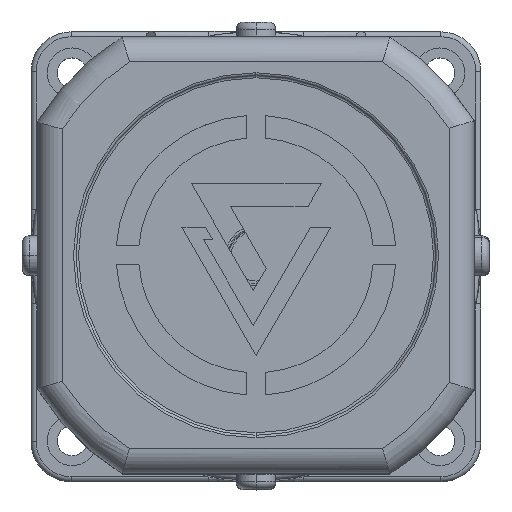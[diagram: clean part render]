
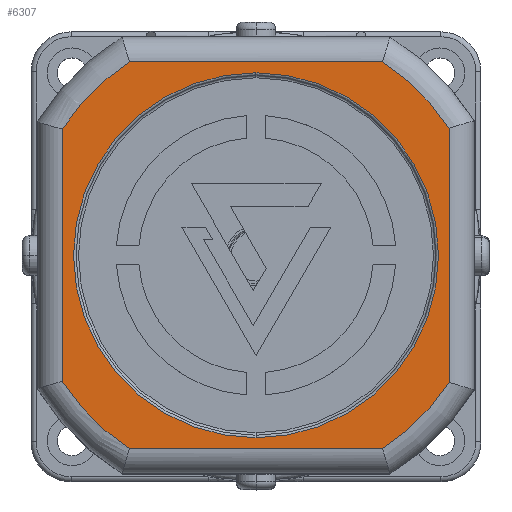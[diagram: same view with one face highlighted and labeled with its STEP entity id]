
A CAD part, top view. The second image highlights one B-rep face of the part: STEP entity #6307.
In plain terms, the highlighted planar face has unit normal (0, 0, 1).
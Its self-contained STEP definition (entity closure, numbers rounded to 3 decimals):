
#7 = EDGE_CURVE ( 'NONE', #5415, #6354, #9976, .T. ) ;
#108 = AXIS2_PLACEMENT_3D ( 'NONE', #11437, #2515, #6483 ) ;
#550 = ORIENTED_EDGE ( 'NONE', *, *, #8513, .T. ) ;
#625 = AXIS2_PLACEMENT_3D ( 'NONE', #1793, #5769, #9738 ) ;
#1306 = VECTOR ( 'NONE', #1800, 1000. ) ;
#1343 = CARTESIAN_POINT ( 'NONE',  ( -59.994, 54.361, 130.5 ) ) ;
#1376 = CARTESIAN_POINT ( 'NONE',  ( -73.438, -9.558, 130.5 ) ) ;
#1780 = DIRECTION ( 'NONE',  ( 0., 0., 1. ) ) ;
#1793 = CARTESIAN_POINT ( 'NONE',  ( -34.668, 15.661, 130.5 ) ) ;
#1800 = DIRECTION ( 'NONE',  ( 0., 1., 0. ) ) ;
#1841 = LINE ( 'NONE', #5820, #2493 ) ;
#1889 = EDGE_CURVE ( 'NONE', #10040, #4974, #11137, .T. ) ;
#1917 = LINE ( 'NONE', #5894, #7289 ) ;
#2102 = VERTEX_POINT ( 'NONE', #10563 ) ;
#2493 = VECTOR ( 'NONE', #9800, 1000. ) ;
#2515 = DIRECTION ( 'NONE',  ( 0., 0., -1. ) ) ;
#2777 = FACE_BOUND ( 'NONE', #6069, .T. ) ;
#3258 = CARTESIAN_POINT ( 'NONE',  ( -34.668, 15.661, 130.5 ) ) ;
#3303 = CARTESIAN_POINT ( 'NONE',  ( -34.668, 15.661, 130.5 ) ) ;
#3454 = CARTESIAN_POINT ( 'NONE',  ( -34.668, 15.661, 130.5 ) ) ;
#3889 = CARTESIAN_POINT ( 'NONE',  ( -34.668, 15.661, 130.5 ) ) ;
#4102 = VERTEX_POINT ( 'NONE', #10224 ) ;
#4553 = EDGE_CURVE ( 'NONE', #11995, #2102, #5744, .T. ) ;
#4600 = AXIS2_PLACEMENT_3D ( 'NONE', #3303, #7260, #11243 ) ;
#4879 = LINE ( 'NONE', #8835, #5023 ) ;
#4974 = VERTEX_POINT ( 'NONE', #11764 ) ;
#4984 = EDGE_CURVE ( 'NONE', #4102, #12369, #12563, .T. ) ;
#5017 = CIRCLE ( 'NONE', #12274, 46.25 ) ;
#5023 = VECTOR ( 'NONE', #12793, 1000. ) ;
#5164 = EDGE_LOOP ( 'NONE', ( #9899, #12277, #11291, #550, #7723, #6126, #6255, #6550 ) ) ;
#5415 = VERTEX_POINT ( 'NONE', #1376 ) ;
#5744 = CIRCLE ( 'NONE', #108, 36.5 ) ;
#5760 = DIRECTION ( 'NONE',  ( 0., -1., 0. ) ) ;
#5769 = DIRECTION ( 'NONE',  ( 0., 0., -1. ) ) ;
#5820 = CARTESIAN_POINT ( 'NONE',  ( -73.438, -11., 130.5 ) ) ;
#5894 = CARTESIAN_POINT ( 'NONE',  ( -34.668, -23.039, 130.5 ) ) ;
#6069 = EDGE_LOOP ( 'NONE', ( #7343, #12607 ) ) ;
#6126 = ORIENTED_EDGE ( 'NONE', *, *, #9540, .T. ) ;
#6144 = VERTEX_POINT ( 'NONE', #1343 ) ;
#6255 = ORIENTED_EDGE ( 'NONE', *, *, #12246, .T. ) ;
#6307 = ADVANCED_FACE ( 'NONE', ( #2777, #6741 ), #10719, .F. ) ;
#6354 = VERTEX_POINT ( 'NONE', #10850 ) ;
#6361 = EDGE_CURVE ( 'NONE', #6354, #4102, #1917, .T. ) ;
#6483 = DIRECTION ( 'NONE',  ( 0., -1., 0. ) ) ;
#6550 = ORIENTED_EDGE ( 'NONE', *, *, #8871, .T. ) ;
#6714 = CARTESIAN_POINT ( 'NONE',  ( -34.668, 52.161, 130.5 ) ) ;
#6741 = FACE_OUTER_BOUND ( 'NONE', #5164, .T. ) ;
#6749 = LINE ( 'NONE', #10728, #1306 ) ;
#6966 = AXIS2_PLACEMENT_3D ( 'NONE', #3889, #7842, #11825 ) ;
#7218 = DIRECTION ( 'NONE',  ( 0., 0., 1. ) ) ;
#7260 = DIRECTION ( 'NONE',  ( 0., 0., -1. ) ) ;
#7289 = VECTOR ( 'NONE', #9870, 1000. ) ;
#7343 = ORIENTED_EDGE ( 'NONE', *, *, #11382, .T. ) ;
#7416 = DIRECTION ( 'NONE',  ( 0., 0., 1. ) ) ;
#7723 = ORIENTED_EDGE ( 'NONE', *, *, #1889, .T. ) ;
#7842 = DIRECTION ( 'NONE',  ( 0., 0., 1. ) ) ;
#8350 = CARTESIAN_POINT ( 'NONE',  ( -73.438, 40.879, 130.5 ) ) ;
#8513 = EDGE_CURVE ( 'NONE', #12369, #10040, #6749, .T. ) ;
#8540 = CIRCLE ( 'NONE', #4600, 36.5 ) ;
#8835 = CARTESIAN_POINT ( 'NONE',  ( -61.443, 54.361, 130.5 ) ) ;
#8871 = EDGE_CURVE ( 'NONE', #10258, #5415, #1841, .T. ) ;
#9540 = EDGE_CURVE ( 'NONE', #4974, #6144, #4879, .T. ) ;
#9628 = CARTESIAN_POINT ( 'NONE',  ( 3.962, 41.092, 130.5 ) ) ;
#9738 = DIRECTION ( 'NONE',  ( 0., -1., 0. ) ) ;
#9800 = DIRECTION ( 'NONE',  ( 0., -1., 0. ) ) ;
#9870 = DIRECTION ( 'NONE',  ( 1., 0., 0. ) ) ;
#9899 = ORIENTED_EDGE ( 'NONE', *, *, #7, .T. ) ;
#9970 = AXIS2_PLACEMENT_3D ( 'NONE', #3454, #7416, #11393 ) ;
#9976 = CIRCLE ( 'NONE', #9970, 46.25 ) ;
#10040 = VERTEX_POINT ( 'NONE', #9628 ) ;
#10224 = CARTESIAN_POINT ( 'NONE',  ( -9.343, -23.039, 130.5 ) ) ;
#10258 = VERTEX_POINT ( 'NONE', #8350 ) ;
#10563 = CARTESIAN_POINT ( 'NONE',  ( -34.668, -20.839, 130.5 ) ) ;
#10719 = PLANE ( 'NONE',  #625 ) ;
#10728 = CARTESIAN_POINT ( 'NONE',  ( 3.962, 15.661, 130.5 ) ) ;
#10850 = CARTESIAN_POINT ( 'NONE',  ( -59.994, -23.039, 130.5 ) ) ;
#10952 = AXIS2_PLACEMENT_3D ( 'NONE', #11678, #1780, #5760 ) ;
#11137 = CIRCLE ( 'NONE', #10952, 46.25 ) ;
#11195 = DIRECTION ( 'NONE',  ( 0., -1., 0. ) ) ;
#11243 = DIRECTION ( 'NONE',  ( 0., -1., 0. ) ) ;
#11291 = ORIENTED_EDGE ( 'NONE', *, *, #4984, .T. ) ;
#11382 = EDGE_CURVE ( 'NONE', #2102, #11995, #8540, .T. ) ;
#11393 = DIRECTION ( 'NONE',  ( 0., -1., 0. ) ) ;
#11437 = CARTESIAN_POINT ( 'NONE',  ( -34.668, 15.661, 130.5 ) ) ;
#11678 = CARTESIAN_POINT ( 'NONE',  ( -34.668, 15.661, 130.5 ) ) ;
#11764 = CARTESIAN_POINT ( 'NONE',  ( -9.343, 54.361, 130.5 ) ) ;
#11825 = DIRECTION ( 'NONE',  ( 0., -1., 0. ) ) ;
#11995 = VERTEX_POINT ( 'NONE', #6714 ) ;
#12246 = EDGE_CURVE ( 'NONE', #6144, #10258, #5017, .T. ) ;
#12274 = AXIS2_PLACEMENT_3D ( 'NONE', #3258, #7218, #11195 ) ;
#12277 = ORIENTED_EDGE ( 'NONE', *, *, #6361, .T. ) ;
#12369 = VERTEX_POINT ( 'NONE', #12483 ) ;
#12483 = CARTESIAN_POINT ( 'NONE',  ( 3.962, -9.771, 130.5 ) ) ;
#12563 = CIRCLE ( 'NONE', #6966, 46.25 ) ;
#12607 = ORIENTED_EDGE ( 'NONE', *, *, #4553, .T. ) ;
#12793 = DIRECTION ( 'NONE',  ( -1., 0., 0. ) ) ;
